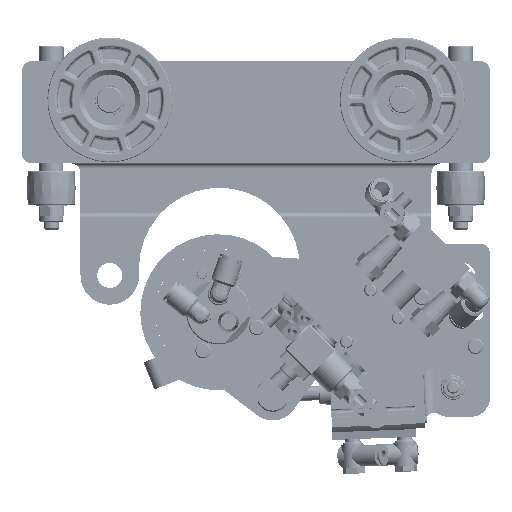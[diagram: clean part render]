
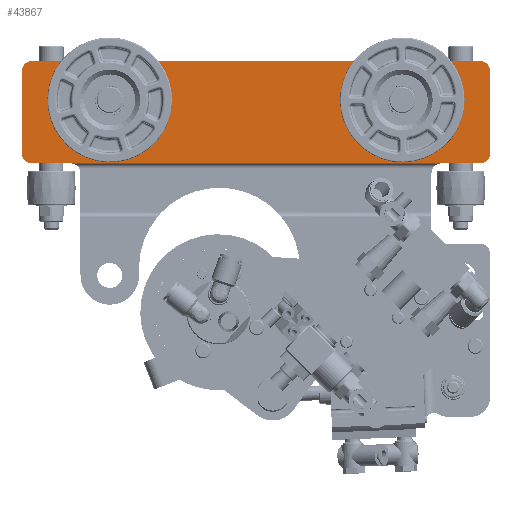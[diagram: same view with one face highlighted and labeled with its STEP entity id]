
A CAD part, front view. The second image highlights one B-rep face of the part: STEP entity #43867.
In plain terms, the highlighted face is planar.
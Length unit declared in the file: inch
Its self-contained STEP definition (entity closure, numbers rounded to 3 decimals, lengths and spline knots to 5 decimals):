
#43697=CARTESIAN_POINT('',(0.,9.75,1.0));
#43698=VERTEX_POINT('',#43697);
#43699=CARTESIAN_POINT('',(0.25,10.0,1.0));
#43700=VERTEX_POINT('',#43699);
#43701=CARTESIAN_POINT('',(0.25,9.75,1.0));
#43702=DIRECTION('',(0.0,0.0,-1.0));
#43703=DIRECTION('',(-0.707,0.707,0.0));
#43704=AXIS2_PLACEMENT_3D('',#43701,#43702,#43703);
#43705=CIRCLE('',#43704,0.25);
#43706=EDGE_CURVE('',#43698,#43700,#43705,.T.);
#43740=CARTESIAN_POINT('',(11.75,10.,1.0));
#43741=VERTEX_POINT('',#43740);
#43742=CARTESIAN_POINT('',(0.25,10.0,1.0));
#43743=DIRECTION('',(1.0,0.0,0.0));
#43744=VECTOR('',#43743,11.5);
#43745=LINE('',#43742,#43744);
#43746=EDGE_CURVE('',#43700,#43741,#43745,.T.);
#43787=CARTESIAN_POINT('',(6.,5.,1.0));
#43788=DIRECTION('',(0.0,0.0,1.0));
#43789=DIRECTION('',(1.0,0.0,0.0));
#43790=AXIS2_PLACEMENT_3D('',#43787,#43788,#43789);
#43791=PLANE('',#43790);
#43792=ORIENTED_EDGE('',*,*,#43706,.F.);
#43793=CARTESIAN_POINT('',(0.,7.625,1.0));
#43794=VERTEX_POINT('',#43793);
#43795=CARTESIAN_POINT('',(0.,7.625,1.0));
#43796=DIRECTION('',(0.0,1.0,0.0));
#43797=VECTOR('',#43796,2.125);
#43798=LINE('',#43795,#43797);
#43799=EDGE_CURVE('',#43794,#43698,#43798,.T.);
#43800=ORIENTED_EDGE('',*,*,#43799,.F.);
#43801=CARTESIAN_POINT('',(0.25,7.375,1.0));
#43802=VERTEX_POINT('',#43801);
#43803=CARTESIAN_POINT('',(0.25,7.625,1.0));
#43804=DIRECTION('',(0.0,0.0,-1.0));
#43805=DIRECTION('',(-0.707,-0.707,0.0));
#43806=AXIS2_PLACEMENT_3D('',#43803,#43804,#43805);
#43807=CIRCLE('',#43806,0.25);
#43808=EDGE_CURVE('',#43802,#43794,#43807,.T.);
#43809=ORIENTED_EDGE('',*,*,#43808,.F.);
#43810=CARTESIAN_POINT('',(11.75,7.375,1.0));
#43811=VERTEX_POINT('',#43810);
#43812=CARTESIAN_POINT('',(0.25,7.375,1.0));
#43813=DIRECTION('',(1.0,0.0,0.0));
#43814=VECTOR('',#43813,11.5);
#43815=LINE('',#43812,#43814);
#43816=EDGE_CURVE('',#43802,#43811,#43815,.T.);
#43817=ORIENTED_EDGE('',*,*,#43816,.T.);
#43818=CARTESIAN_POINT('',(12.0,7.625,1.0));
#43819=VERTEX_POINT('',#43818);
#43820=CARTESIAN_POINT('',(11.75,7.625,1.0));
#43821=DIRECTION('',(0.0,0.0,-1.0));
#43822=DIRECTION('',(0.707,-0.707,0.0));
#43823=AXIS2_PLACEMENT_3D('',#43820,#43821,#43822);
#43824=CIRCLE('',#43823,0.25);
#43825=EDGE_CURVE('',#43819,#43811,#43824,.T.);
#43826=ORIENTED_EDGE('',*,*,#43825,.F.);
#43827=CARTESIAN_POINT('',(12.0,9.75,1.0));
#43828=VERTEX_POINT('',#43827);
#43829=CARTESIAN_POINT('',(12.0,9.75,1.0));
#43830=DIRECTION('',(0.0,-1.0,0.0));
#43831=VECTOR('',#43830,2.125);
#43832=LINE('',#43829,#43831);
#43833=EDGE_CURVE('',#43828,#43819,#43832,.T.);
#43834=ORIENTED_EDGE('',*,*,#43833,.F.);
#43835=CARTESIAN_POINT('',(11.75,9.75,1.0));
#43836=DIRECTION('',(0.0,0.0,-1.));
#43837=DIRECTION('',(0.707,0.707,0.0));
#43838=AXIS2_PLACEMENT_3D('',#43835,#43836,#43837);
#43839=CIRCLE('',#43838,0.25);
#43840=EDGE_CURVE('',#43741,#43828,#43839,.T.);
#43841=ORIENTED_EDGE('',*,*,#43840,.F.);
#43842=ORIENTED_EDGE('',*,*,#43746,.F.);
#43843=EDGE_LOOP('',(#43792,#43800,#43809,#43817,#43826,#43834,#43841,#43842));
#43844=FACE_OUTER_BOUND('',#43843,.T.);
#43845=CARTESIAN_POINT('',(2.6245,9.0,1.0));
#43846=VERTEX_POINT('',#43845);
#43847=CARTESIAN_POINT('',(2.25,9.0,1.0));
#43848=DIRECTION('',(0.0,0.0,-1.0));
#43849=DIRECTION('',(1.0,0.0,0.0));
#43850=AXIS2_PLACEMENT_3D('',#43847,#43848,#43849);
#43851=CIRCLE('',#43850,0.3745);
#43852=EDGE_CURVE('',#43846,#43846,#43851,.T.);
#43853=ORIENTED_EDGE('',*,*,#43852,.T.);
#43854=EDGE_LOOP('',(#43853));
#43855=FACE_BOUND('',#43854,.T.);
#43856=CARTESIAN_POINT('',(10.1245,9.,1.0));
#43857=VERTEX_POINT('',#43856);
#43858=CARTESIAN_POINT('',(9.75,9.,1.0));
#43859=DIRECTION('',(0.0,0.0,-1.0));
#43860=DIRECTION('',(1.0,0.0,0.0));
#43861=AXIS2_PLACEMENT_3D('',#43858,#43859,#43860);
#43862=CIRCLE('',#43861,0.3745);
#43863=EDGE_CURVE('',#43857,#43857,#43862,.T.);
#43864=ORIENTED_EDGE('',*,*,#43863,.T.);
#43865=EDGE_LOOP('',(#43864));
#43866=FACE_BOUND('',#43865,.T.);
#43867=ADVANCED_FACE('',(#43844,#43855,#43866),#43791,.T.);
